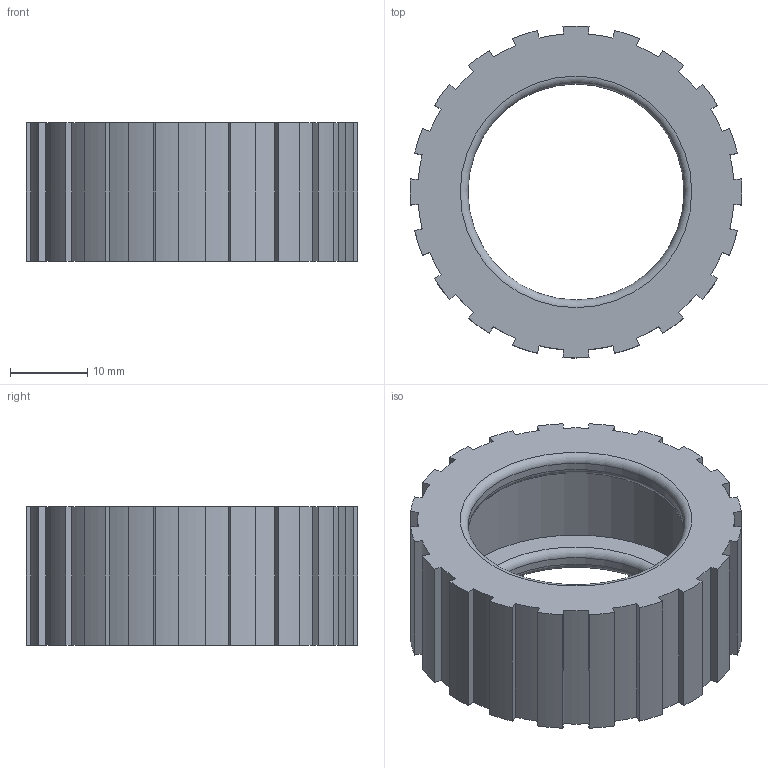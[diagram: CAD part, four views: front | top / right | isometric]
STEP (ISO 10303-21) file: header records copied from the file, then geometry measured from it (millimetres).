
FILE_DESCRIPTION(('FreeCAD Model'),'2;1');
FILE_NAME('Open CASCADE Shape Model','2025-08-20T18:47:55',('Author'),( ''),'Open CASCADE STEP processor 7.8','FreeCAD','Unknown');
FILE_SCHEMA(('AUTOMOTIVE_DESIGN { 1 0 10303 214 1 1 1 1 }'));
Length unit declared in the file: millimetre
Products named in the file (1): Tire
Bounding box: 42.99 x 42.99 x 18 mm (x, y, z)
Volume: 9370.1 mm3; surface area: 7086 mm2
Topology: 1 solids, 1 shells, 91 faces, 257 edges, 170 vertices
Faces by surface type: plane 44, cylinder 43, torus 4
Full cylindrical faces by diameter (mm): 28 x2, 35.4 x1
Entity records: 2999 total; most frequent: DIRECTION 535, CARTESIAN_POINT 519, ORIENTED_EDGE 514, EDGE_CURVE 257, AXIS2_PLACEMENT_3D 186, VERTEX_POINT 170, LINE 163, VECTOR 163
